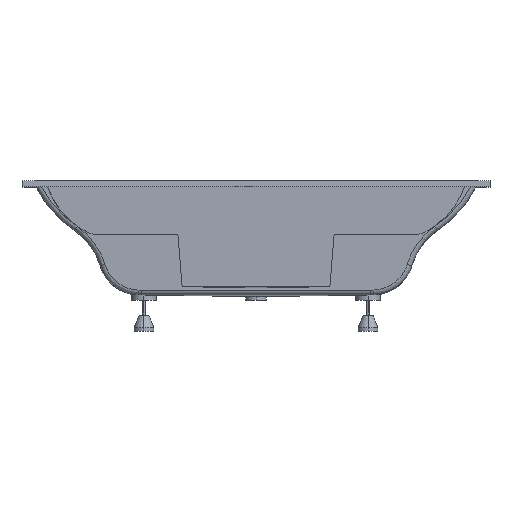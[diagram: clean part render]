
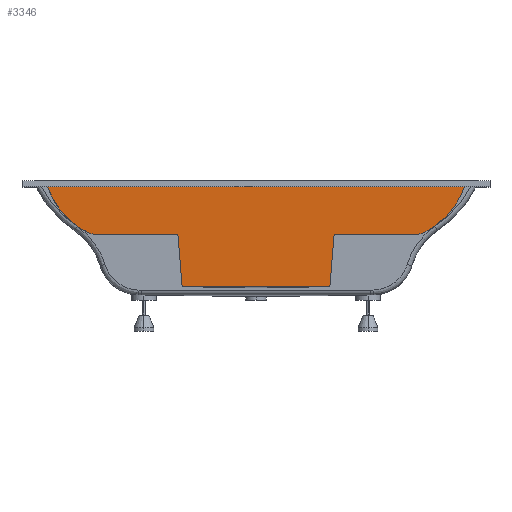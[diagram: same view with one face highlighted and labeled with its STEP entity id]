
A CAD part, top view. The second image highlights one B-rep face of the part: STEP entity #3346.
In plain terms, the highlighted planar face has unit normal (0, -0.034, 0.999).
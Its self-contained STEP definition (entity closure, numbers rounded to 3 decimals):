
#320 = VECTOR ( 'NONE', #5143, 1000. ) ;
#517 = ORIENTED_EDGE ( 'NONE', *, *, #8741, .T. ) ;
#800 = CARTESIAN_POINT ( 'NONE',  ( 1618.45, -192.541, -97.003 ) ) ;
#968 = CARTESIAN_POINT ( 'NONE',  ( 60., -410.918, -104.381 ) ) ;
#1002 = EDGE_CURVE ( 'NONE', #4170, #2140, #3008, .T. ) ;
#1300 = CARTESIAN_POINT ( 'NONE',  ( 1609.08, -197.464, -97.169 ) ) ;
#1316 = VECTOR ( 'NONE', #4851, 1000. ) ;
#1602 = CARTESIAN_POINT ( 'NONE',  ( 1254.183, -195.669, -97.109 ) ) ;
#1613 = CARTESIAN_POINT ( 'NONE',  ( 1253.832, -200., -97.255 ) ) ;
#1969 = ORIENTED_EDGE ( 'NONE', *, *, #6787, .T. ) ;
#1984 = CARTESIAN_POINT ( 'NONE',  ( 1236.714, -410.918, -104.381 ) ) ;
#2030 = DIRECTION ( 'NONE',  ( 0.081, -0.996, -0.034 ) ) ;
#2052 = CARTESIAN_POINT ( 'NONE',  ( 1781.073, 0., -90.498 ) ) ;
#2140 = VERTEX_POINT ( 'NONE', #7662 ) ;
#2215 = VERTEX_POINT ( 'NONE', #3612 ) ;
#2339 = DIRECTION ( 'NONE',  ( 0.081, 0.996, 0.034 ) ) ;
#2369 = CARTESIAN_POINT ( 'NONE',  ( 281.198, -200., -97.255 ) ) ;
#2371 = VECTOR ( 'NONE', #2030, 1000. ) ;
#2456 = ORIENTED_EDGE ( 'NONE', *, *, #4937, .T. ) ;
#2560 = CARTESIAN_POINT ( 'NONE',  ( 1588.217, -200., -97.255 ) ) ;
#2787 = DIRECTION ( 'NONE',  ( 0., -0.999, -0.034 ) ) ;
#2834 = VECTOR ( 'NONE', #4790, 1000. ) ;
#3008 = LINE ( 'NONE', #4053, #1316 ) ;
#3346 = ADVANCED_FACE ( 'NONE', ( #3882 ), #5571, .T. ) ;
#3378 = VECTOR ( 'NONE', #7364, 1000. ) ;
#3417 = ORIENTED_EDGE ( 'NONE', *, *, #4941, .T. ) ;
#3519 = ORIENTED_EDGE ( 'NONE', *, *, #1002, .T. ) ;
#3559 = EDGE_LOOP ( 'NONE', ( #5129, #8652, #1969, #3519, #8135, #3701, #3417, #2456, #517, #5785 ) ) ;
#3594 = CARTESIAN_POINT ( 'NONE',  ( 625.817, -195.669, -97.109 ) ) ;
#3612 = CARTESIAN_POINT ( 'NONE',  ( 643.286, -410.918, -104.381 ) ) ;
#3613 = LINE ( 'NONE', #968, #3378 ) ;
#3701 = ORIENTED_EDGE ( 'NONE', *, *, #7413, .T. ) ;
#3882 = FACE_OUTER_BOUND ( 'NONE', #3559, .T. ) ;
#4049 = CARTESIAN_POINT ( 'NONE',  ( 183.353, -151.453, -95.615 ) ) ;
#4053 = CARTESIAN_POINT ( 'NONE',  ( 291.783, -200., -97.255 ) ) ;
#4170 = VERTEX_POINT ( 'NONE', #5708 ) ;
#4208 = CARTESIAN_POINT ( 'NONE',  ( 98.927, 0., -90.498 ) ) ;
#4761 = CARTESIAN_POINT ( 'NONE',  ( 1781.073, 0., -90.498 ) ) ;
#4790 = DIRECTION ( 'NONE',  ( 1., 0., 0. ) ) ;
#4804 = AXIS2_PLACEMENT_3D ( 'NONE', #8356, #6978, #2787 ) ;
#4851 = DIRECTION ( 'NONE',  ( 1., 0., 0. ) ) ;
#4884 = CARTESIAN_POINT ( 'NONE',  ( 1618.45, -192.541, -97.003 ) ) ;
#4937 = EDGE_CURVE ( 'NONE', #6210, #7480, #7875, .T. ) ;
#4941 = EDGE_CURVE ( 'NONE', #7140, #6210, #6014, .T. ) ;
#5129 = ORIENTED_EDGE ( 'NONE', *, *, #5227, .F. ) ;
#5143 = DIRECTION ( 'NONE',  ( 1., 0., 0. ) ) ;
#5227 = EDGE_CURVE ( 'NONE', #5510, #6965, #6547, .T. ) ;
#5510 = VERTEX_POINT ( 'NONE', #4208 ) ;
#5543 = CARTESIAN_POINT ( 'NONE',  ( 1598.802, -200., -97.255 ) ) ;
#5571 = PLANE ( 'NONE',  #4804 ) ;
#5663 = CARTESIAN_POINT ( 'NONE',  ( 1588.217, -200., -97.255 ) ) ;
#5708 = CARTESIAN_POINT ( 'NONE',  ( 291.783, -200., -97.255 ) ) ;
#5784 = VECTOR ( 'NONE', #2339, 1000. ) ;
#5785 = ORIENTED_EDGE ( 'NONE', *, *, #7159, .T. ) ;
#5838 = EDGE_CURVE ( 'NONE', #5510, #7368, #6885, .T. ) ;
#5845 = CARTESIAN_POINT ( 'NONE',  ( 261.55, -192.541, -97.003 ) ) ;
#6014 = LINE ( 'NONE', #1602, #5784 ) ;
#6089 = CARTESIAN_POINT ( 'NONE',  ( 126.354, -83.969, -93.335 ) ) ;
#6129 = VERTEX_POINT ( 'NONE', #800 ) ;
#6210 = VERTEX_POINT ( 'NONE', #1613 ) ;
#6235 = CARTESIAN_POINT ( 'NONE',  ( 1618.45, -192.541, -97.003 ) ) ;
#6240 = CARTESIAN_POINT ( 'NONE',  ( 1753.646, -83.969, -93.335 ) ) ;
#6310 =( BOUNDED_CURVE ( )  B_SPLINE_CURVE ( 3, ( #4884, #9041, #6240, #2052 ),
 .UNSPECIFIED., .F., .T. ) 
 B_SPLINE_CURVE_WITH_KNOTS ( ( 4, 4 ),
 ( 0.484, 1.255 ),
 .UNSPECIFIED. ) 
 CURVE ( )  GEOMETRIC_REPRESENTATION_ITEM ( )  RATIONAL_B_SPLINE_CURVE ( ( 1., 0.951, 0.951, 1. ) ) 
 REPRESENTATION_ITEM ( '' )  );
#6547 = LINE ( 'NONE', #8270, #2834 ) ;
#6787 = EDGE_CURVE ( 'NONE', #7368, #4170, #8222, .T. ) ;
#6885 =( BOUNDED_CURVE ( )  B_SPLINE_CURVE ( 3, ( #8877, #6089, #4049, #8909 ),
 .UNSPECIFIED., .F., .F. ) 
 B_SPLINE_CURVE_WITH_KNOTS ( ( 4, 4 ),
 ( 5.028, 5.799 ),
 .UNSPECIFIED. ) 
 CURVE ( )  GEOMETRIC_REPRESENTATION_ITEM ( )  RATIONAL_B_SPLINE_CURVE ( ( 1., 0.951, 0.951, 1. ) ) 
 REPRESENTATION_ITEM ( '' )  );
#6965 = VERTEX_POINT ( 'NONE', #4761 ) ;
#6978 = DIRECTION ( 'NONE',  ( 0., -0.034, 0.999 ) ) ;
#7140 = VERTEX_POINT ( 'NONE', #1984 ) ;
#7159 = EDGE_CURVE ( 'NONE', #6129, #6965, #6310, .T. ) ;
#7272 = CARTESIAN_POINT ( 'NONE',  ( 291.783, -200., -97.255 ) ) ;
#7364 = DIRECTION ( 'NONE',  ( 1., 0., 0. ) ) ;
#7368 = VERTEX_POINT ( 'NONE', #8716 ) ;
#7413 = EDGE_CURVE ( 'NONE', #2215, #7140, #3613, .T. ) ;
#7480 = VERTEX_POINT ( 'NONE', #2560 ) ;
#7662 = CARTESIAN_POINT ( 'NONE',  ( 626.168, -200., -97.255 ) ) ;
#7742 = LINE ( 'NONE', #3594, #2371 ) ;
#7875 = LINE ( 'NONE', #5663, #320 ) ;
#7909 = CARTESIAN_POINT ( 'NONE',  ( 270.92, -197.464, -97.169 ) ) ;
#8026 = EDGE_CURVE ( 'NONE', #2140, #2215, #7742, .T. ) ;
#8135 = ORIENTED_EDGE ( 'NONE', *, *, #8026, .T. ) ;
#8222 =( BOUNDED_CURVE ( )  B_SPLINE_CURVE ( 3, ( #5845, #7909, #2369, #7272 ),
 .UNSPECIFIED., .F., .T. ) 
 B_SPLINE_CURVE_WITH_KNOTS ( ( 4, 4 ),
 ( 5.799, 6.283 ),
 .UNSPECIFIED. ) 
 CURVE ( )  GEOMETRIC_REPRESENTATION_ITEM ( )  RATIONAL_B_SPLINE_CURVE ( ( 1., 0.981, 0.981, 1. ) ) 
 REPRESENTATION_ITEM ( '' )  );
#8270 = CARTESIAN_POINT ( 'NONE',  ( 60., 0., -90.498 ) ) ;
#8321 = CARTESIAN_POINT ( 'NONE',  ( 1588.217, -200., -97.255 ) ) ;
#8356 = CARTESIAN_POINT ( 'NONE',  ( 60., 14.494, -90.009 ) ) ;
#8652 = ORIENTED_EDGE ( 'NONE', *, *, #5838, .T. ) ;
#8716 = CARTESIAN_POINT ( 'NONE',  ( 261.55, -192.541, -97.003 ) ) ;
#8741 = EDGE_CURVE ( 'NONE', #7480, #6129, #8841, .T. ) ;
#8841 =( BOUNDED_CURVE ( )  B_SPLINE_CURVE ( 3, ( #8321, #5543, #1300, #6235 ),
 .UNSPECIFIED., .F., .F. ) 
 B_SPLINE_CURVE_WITH_KNOTS ( ( 4, 4 ),
 ( 0., 0.484 ),
 .UNSPECIFIED. ) 
 CURVE ( )  GEOMETRIC_REPRESENTATION_ITEM ( )  RATIONAL_B_SPLINE_CURVE ( ( 1., 0.981, 0.981, 1. ) ) 
 REPRESENTATION_ITEM ( '' )  );
#8877 = CARTESIAN_POINT ( 'NONE',  ( 98.927, 0., -90.498 ) ) ;
#8909 = CARTESIAN_POINT ( 'NONE',  ( 261.55, -192.541, -97.003 ) ) ;
#9041 = CARTESIAN_POINT ( 'NONE',  ( 1696.647, -151.453, -95.615 ) ) ;
